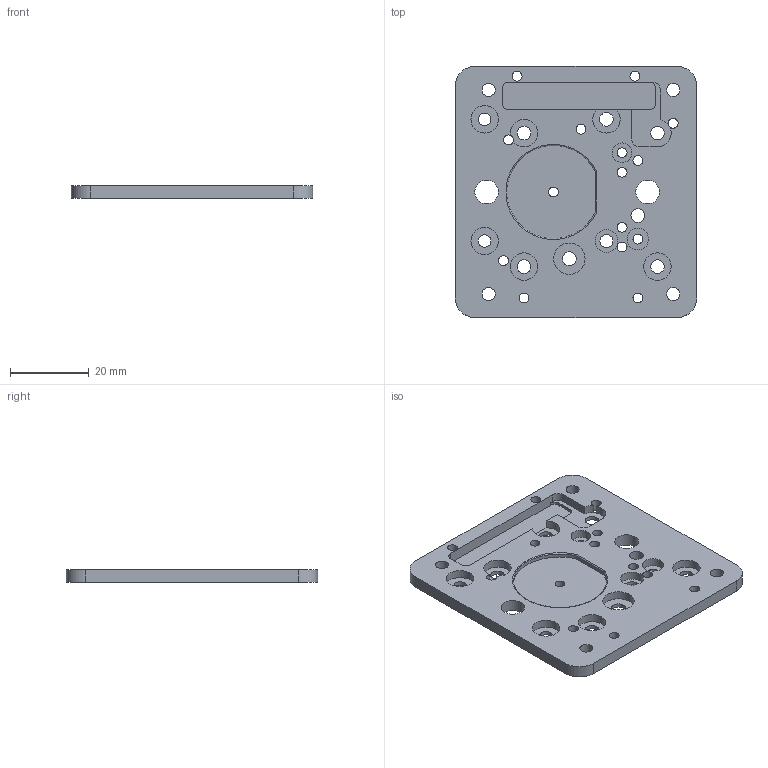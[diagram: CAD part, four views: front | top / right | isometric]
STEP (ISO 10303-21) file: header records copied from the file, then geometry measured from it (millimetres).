
FILE_DESCRIPTION(/* description */ (''),/* implementation_level */ '2;1');
FILE_NAME(/* name */ 'Tool plate.step',/* time_stamp */ '2021-12-09T00:51:11-05:00',/* author */ (''),/* organization */ (''),/* preprocessor_version */ 'ST-DEVELOPER v18.1',/* originating_system */ 'Autodesk Translation Framework v10.10.0.1391',/* authorisation */ '');
FILE_SCHEMA (('AUTOMOTIVE_DESIGN { 1 0 10303 214 3 1 1 }'));
Length unit declared in the file: millimetre
Products named in the file (1): Tool plate
Bounding box: 61.5 x 64 x 3.18 mm (x, y, z)
Volume: 9560.6 mm3; surface area: 9611.3 mm2
Topology: 1 solids, 1 shells, 84 faces, 217 edges, 144 vertices
Faces by surface type: cylinder 55, plane 28, torus 1
Full cylindrical faces by diameter (mm): 2.5 x11, 2.529 x4, 3.2 x2, 3.302 x1, 3.332 x4, 3.5 x7, 5 x1, 5.5 x1, 5.75 x1, 6 x2, 7 x4, 8 x1
Entity records: 2802 total; most frequent: DIRECTION 498, CARTESIAN_POINT 470, ORIENTED_EDGE 434, EDGE_CURVE 217, AXIS2_PLACEMENT_3D 198, EDGE_LOOP 155, VERTEX_POINT 144, CIRCLE 113
